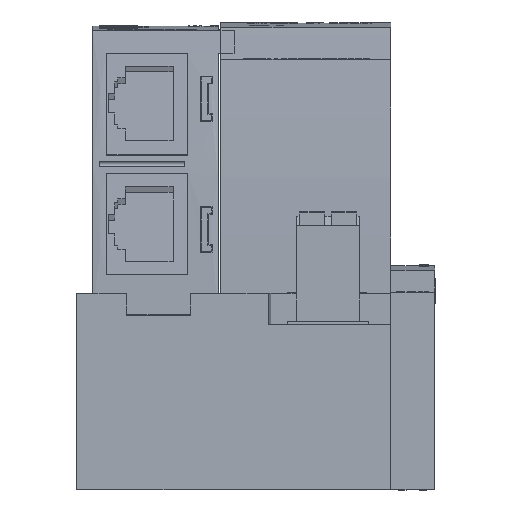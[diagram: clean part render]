
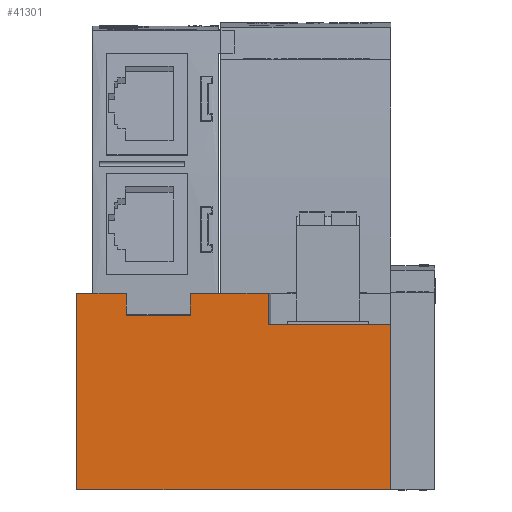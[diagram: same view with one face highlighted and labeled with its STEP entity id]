
A CAD part, front view. The second image highlights one B-rep face of the part: STEP entity #41301.
In plain terms, the highlighted planar face has unit normal (0, -1, 0).
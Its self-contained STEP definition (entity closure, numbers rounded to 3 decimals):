
#36034=FACE_OUTER_BOUND('',#52931,.T.);
#41301=ADVANCED_FACE('',(#36034),#46855,.T.);
#46855=PLANE('',#130485);
#52931=EDGE_LOOP('',(#59295,#59296,#59297,#59298,#59299,#59300,#59301,#59302,
#59303,#59304));
#59295=ORIENTED_EDGE('',*,*,#95594,.F.);
#59296=ORIENTED_EDGE('',*,*,#95624,.F.);
#59297=ORIENTED_EDGE('',*,*,#95612,.F.);
#59298=ORIENTED_EDGE('',*,*,#95625,.F.);
#59299=ORIENTED_EDGE('',*,*,#95622,.F.);
#59300=ORIENTED_EDGE('',*,*,#95626,.F.);
#59301=ORIENTED_EDGE('',*,*,#95627,.F.);
#59302=ORIENTED_EDGE('',*,*,#95628,.T.);
#59303=ORIENTED_EDGE('',*,*,#95406,.T.);
#59304=ORIENTED_EDGE('',*,*,#95629,.F.);
#86470=VERTEX_POINT('',#159773);
#86471=VERTEX_POINT('',#159775);
#86623=VERTEX_POINT('',#160150);
#86624=VERTEX_POINT('',#160151);
#86641=VERTEX_POINT('',#160186);
#86642=VERTEX_POINT('',#160188);
#86645=VERTEX_POINT('',#160195);
#86651=VERTEX_POINT('',#160207);
#86653=VERTEX_POINT('',#160215);
#86654=VERTEX_POINT('',#160217);
#95406=EDGE_CURVE('',#86471,#86470,#109116,.T.);
#95594=EDGE_CURVE('',#86623,#86624,#109292,.T.);
#95612=EDGE_CURVE('',#86641,#86642,#109310,.T.);
#95622=EDGE_CURVE('',#86651,#86645,#109319,.T.);
#95624=EDGE_CURVE('',#86642,#86623,#109320,.T.);
#95625=EDGE_CURVE('',#86645,#86641,#109321,.T.);
#95626=EDGE_CURVE('',#86653,#86651,#109322,.T.);
#95627=EDGE_CURVE('',#86654,#86653,#109323,.T.);
#95628=EDGE_CURVE('',#86654,#86471,#109324,.T.);
#95629=EDGE_CURVE('',#86624,#86470,#109325,.T.);
#109116=LINE('',#159774,#119394);
#109292=LINE('',#160149,#119570);
#109310=LINE('',#160187,#119588);
#109319=LINE('',#160208,#119597);
#109320=LINE('',#160212,#119598);
#109321=LINE('',#160213,#119599);
#109322=LINE('',#160214,#119600);
#109323=LINE('',#160216,#119601);
#109324=LINE('',#160218,#119602);
#109325=LINE('',#160219,#119603);
#119394=VECTOR('',#136544,1.);
#119570=VECTOR('',#136814,1.);
#119588=VECTOR('',#136834,1.);
#119597=VECTOR('',#136847,1.);
#119598=VECTOR('',#136852,1.);
#119599=VECTOR('',#136853,1.);
#119600=VECTOR('',#136854,1.);
#119601=VECTOR('',#136855,1.);
#119602=VECTOR('',#136856,1.);
#119603=VECTOR('',#136857,1.);
#130485=AXIS2_PLACEMENT_3D('',#160220,#136858,#136859);
#136544=DIRECTION('',(1.,0.,0.));
#136814=DIRECTION('',(1.,0.,0.));
#136834=DIRECTION('',(1.,0.,0.));
#136847=DIRECTION('',(1.,0.,0.));
#136852=DIRECTION('',(0.,0.,-1.));
#136853=DIRECTION('',(0.,0.,1.));
#136854=DIRECTION('',(0.,0.,-1.));
#136855=DIRECTION('',(1.,0.,0.));
#136856=DIRECTION('',(0.,0.,-1.));
#136857=DIRECTION('',(0.,0.,-1.));
#136858=DIRECTION('',(0.,-1.,0.));
#136859=DIRECTION('',(0.,0.,-1.));
#159773=CARTESIAN_POINT('',(10.,-76.6,-7.));
#159774=CARTESIAN_POINT('',(-40.,-76.6,-7.));
#159775=CARTESIAN_POINT('',(-40.,-76.6,-7.));
#160149=CARTESIAN_POINT('',(-9.5,-76.6,19.3));
#160150=CARTESIAN_POINT('',(-9.5,-76.6,19.3));
#160151=CARTESIAN_POINT('',(10.,-76.6,19.3));
#160186=CARTESIAN_POINT('',(-21.903,-76.6,24.3));
#160187=CARTESIAN_POINT('',(-21.903,-76.6,24.3));
#160188=CARTESIAN_POINT('',(-9.5,-76.6,24.3));
#160195=CARTESIAN_POINT('',(-21.903,-76.6,20.8));
#160207=CARTESIAN_POINT('',(-32.103,-76.6,20.8));
#160208=CARTESIAN_POINT('',(-32.103,-76.6,20.8));
#160212=CARTESIAN_POINT('',(-9.5,-76.6,36.));
#160213=CARTESIAN_POINT('',(-21.903,-76.6,20.8));
#160214=CARTESIAN_POINT('',(-32.103,-76.6,24.3));
#160215=CARTESIAN_POINT('',(-32.103,-76.6,24.3));
#160216=CARTESIAN_POINT('',(-40.,-76.6,24.3));
#160217=CARTESIAN_POINT('',(-40.,-76.6,24.3));
#160218=CARTESIAN_POINT('',(-40.,-76.6,24.9));
#160219=CARTESIAN_POINT('',(10.,-76.6,24.9));
#160220=CARTESIAN_POINT('',(-40.,-76.6,24.9));
